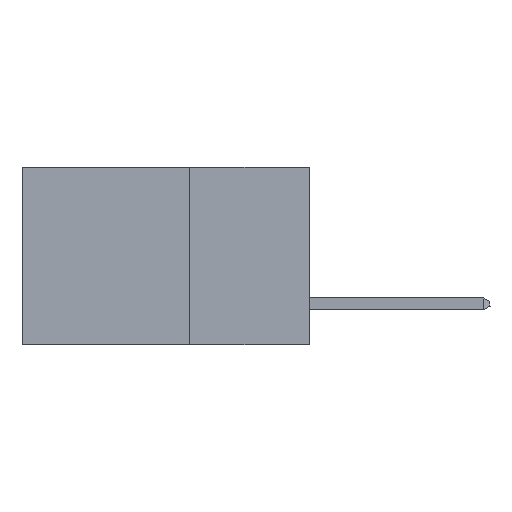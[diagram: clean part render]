
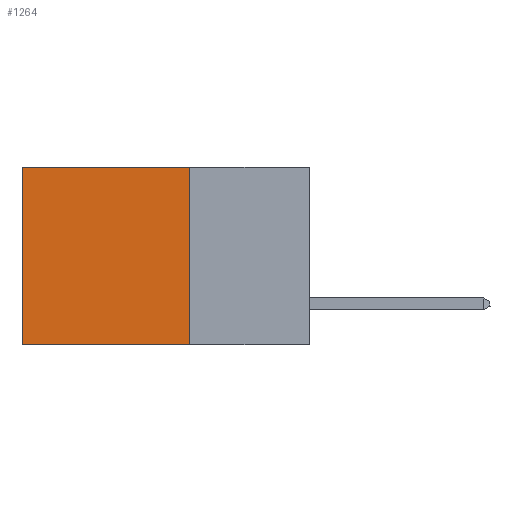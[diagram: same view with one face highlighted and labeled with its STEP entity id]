
A CAD part, left-side view. The second image highlights one B-rep face of the part: STEP entity #1264.
In plain terms, the highlighted planar face has unit normal (-1, 0, 0).
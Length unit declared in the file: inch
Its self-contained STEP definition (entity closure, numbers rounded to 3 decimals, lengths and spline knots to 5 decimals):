
#338 = LINE ( 'NONE', #20290, #1697 ) ;
#598 = EDGE_LOOP ( 'NONE', ( #21379, #14339, #13854, #2674 ) ) ;
#1264 = ADVANCED_FACE ( 'NONE', ( #5578 ), #5183, .F. ) ;
#1450 = EDGE_CURVE ( 'NONE', #10498, #5864, #2691, .T. ) ;
#1697 = VECTOR ( 'NONE', #18534, 39.37008 ) ;
#2531 = CARTESIAN_POINT ( 'NONE',  ( 0.2875, 0.25, -0.37 ) ) ;
#2549 = EDGE_CURVE ( 'NONE', #5864, #17543, #11762, .T. ) ;
#2674 = ORIENTED_EDGE ( 'NONE', *, *, #1450, .T. ) ;
#2691 = LINE ( 'NONE', #7419, #5558 ) ;
#5137 = CARTESIAN_POINT ( 'NONE',  ( 0.2875, 0.25, 0. ) ) ;
#5183 = PLANE ( 'NONE',  #18165 ) ;
#5558 = VECTOR ( 'NONE', #19044, 39.37008 ) ;
#5578 = FACE_OUTER_BOUND ( 'NONE', #598, .T. ) ;
#5864 = VERTEX_POINT ( 'NONE', #15908 ) ;
#7419 = CARTESIAN_POINT ( 'NONE',  ( 0.2875, 0.25, 0. ) ) ;
#7788 = VERTEX_POINT ( 'NONE', #12134 ) ;
#9287 = DIRECTION ( 'NONE',  ( 0., 1., 0. ) ) ;
#9666 = EDGE_CURVE ( 'NONE', #10498, #7788, #338, .T. ) ;
#9671 = DIRECTION ( 'NONE',  ( 0., 0., -1. ) ) ;
#10341 = DIRECTION ( 'NONE',  ( 0., 0., -1. ) ) ;
#10466 = VECTOR ( 'NONE', #9671, 39.37008 ) ;
#10498 = VERTEX_POINT ( 'NONE', #5137 ) ;
#11762 = LINE ( 'NONE', #16631, #10466 ) ;
#12134 = CARTESIAN_POINT ( 'NONE',  ( 0.2875, 0.25, -0.37 ) ) ;
#12406 = LINE ( 'NONE', #2531, #16625 ) ;
#13501 = EDGE_CURVE ( 'NONE', #7788, #17543, #12406, .T. ) ;
#13798 = CARTESIAN_POINT ( 'NONE',  ( 0.2875, 0.25, 0. ) ) ;
#13854 = ORIENTED_EDGE ( 'NONE', *, *, #9666, .F. ) ;
#14043 = CARTESIAN_POINT ( 'NONE',  ( 0.2875, 0.6, -0.37 ) ) ;
#14339 = ORIENTED_EDGE ( 'NONE', *, *, #13501, .F. ) ;
#15908 = CARTESIAN_POINT ( 'NONE',  ( 0.2875, 0.6, 0. ) ) ;
#16625 = VECTOR ( 'NONE', #9287, 39.37008 ) ;
#16631 = CARTESIAN_POINT ( 'NONE',  ( 0.2875, 0.6, 0. ) ) ;
#16883 = DIRECTION ( 'NONE',  ( 1., 0., 0. ) ) ;
#17543 = VERTEX_POINT ( 'NONE', #14043 ) ;
#18165 = AXIS2_PLACEMENT_3D ( 'NONE', #13798, #16883, #10341 ) ;
#18534 = DIRECTION ( 'NONE',  ( 0., 0., -1. ) ) ;
#19044 = DIRECTION ( 'NONE',  ( 0., 1., 0. ) ) ;
#20290 = CARTESIAN_POINT ( 'NONE',  ( 0.2875, 0.25, 0. ) ) ;
#21379 = ORIENTED_EDGE ( 'NONE', *, *, #2549, .T. ) ;
